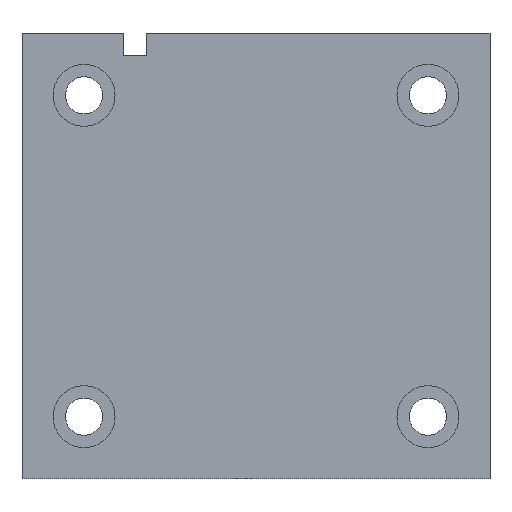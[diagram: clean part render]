
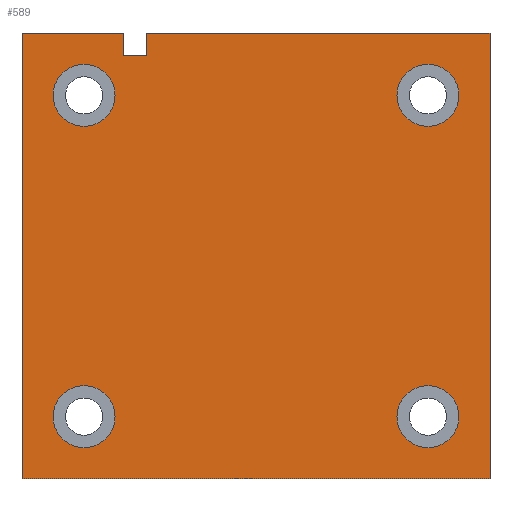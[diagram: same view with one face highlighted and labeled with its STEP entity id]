
A CAD part, front view. The second image highlights one B-rep face of the part: STEP entity #589.
In plain terms, the highlighted planar face has unit normal (0, -1, 0).
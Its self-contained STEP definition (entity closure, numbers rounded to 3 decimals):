
#23=FACE_BOUND('',#93,.T.);
#24=FACE_BOUND('',#94,.T.);
#25=FACE_BOUND('',#95,.T.);
#26=FACE_BOUND('',#96,.T.);
#35=CIRCLE('',#646,5.5);
#36=CIRCLE('',#647,5.5);
#37=CIRCLE('',#648,5.5);
#38=CIRCLE('',#649,5.5);
#59=FACE_OUTER_BOUND('',#92,.T.);
#92=EDGE_LOOP('',(#430,#431,#432,#433,#434,#435,#436,#437));
#93=EDGE_LOOP('',(#438));
#94=EDGE_LOOP('',(#439));
#95=EDGE_LOOP('',(#440));
#96=EDGE_LOOP('',(#441));
#151=LINE('',#900,#216);
#156=LINE('',#910,#221);
#157=LINE('',#912,#222);
#158=LINE('',#914,#223);
#159=LINE('',#916,#224);
#160=LINE('',#918,#225);
#161=LINE('',#920,#226);
#162=LINE('',#921,#227);
#216=VECTOR('',#724,10.);
#221=VECTOR('',#733,10.);
#222=VECTOR('',#734,10.);
#223=VECTOR('',#735,10.);
#224=VECTOR('',#736,10.);
#225=VECTOR('',#737,10.);
#226=VECTOR('',#738,10.);
#227=VECTOR('',#739,10.);
#276=VERTEX_POINT('',#897);
#277=VERTEX_POINT('',#899);
#280=VERTEX_POINT('',#909);
#281=VERTEX_POINT('',#911);
#282=VERTEX_POINT('',#913);
#283=VERTEX_POINT('',#915);
#284=VERTEX_POINT('',#917);
#285=VERTEX_POINT('',#919);
#286=VERTEX_POINT('',#922);
#287=VERTEX_POINT('',#924);
#288=VERTEX_POINT('',#926);
#289=VERTEX_POINT('',#928);
#335=EDGE_CURVE('',#277,#276,#151,.T.);
#340=EDGE_CURVE('',#280,#277,#156,.T.);
#341=EDGE_CURVE('',#276,#281,#157,.T.);
#342=EDGE_CURVE('',#282,#281,#158,.T.);
#343=EDGE_CURVE('',#283,#282,#159,.T.);
#344=EDGE_CURVE('',#284,#283,#160,.T.);
#345=EDGE_CURVE('',#285,#284,#161,.T.);
#346=EDGE_CURVE('',#280,#285,#162,.T.);
#347=EDGE_CURVE('',#286,#286,#35,.T.);
#348=EDGE_CURVE('',#287,#287,#36,.T.);
#349=EDGE_CURVE('',#288,#288,#37,.T.);
#350=EDGE_CURVE('',#289,#289,#38,.T.);
#430=ORIENTED_EDGE('',*,*,#340,.T.);
#431=ORIENTED_EDGE('',*,*,#335,.T.);
#432=ORIENTED_EDGE('',*,*,#341,.T.);
#433=ORIENTED_EDGE('',*,*,#342,.F.);
#434=ORIENTED_EDGE('',*,*,#343,.F.);
#435=ORIENTED_EDGE('',*,*,#344,.F.);
#436=ORIENTED_EDGE('',*,*,#345,.F.);
#437=ORIENTED_EDGE('',*,*,#346,.F.);
#438=ORIENTED_EDGE('',*,*,#347,.T.);
#439=ORIENTED_EDGE('',*,*,#348,.T.);
#440=ORIENTED_EDGE('',*,*,#349,.T.);
#441=ORIENTED_EDGE('',*,*,#350,.T.);
#564=PLANE('',#645);
#589=ADVANCED_FACE('',(#59,#23,#24,#25,#26),#564,.F.);
#645=AXIS2_PLACEMENT_3D('',#908,#731,#732);
#646=AXIS2_PLACEMENT_3D('',#923,#740,#741);
#647=AXIS2_PLACEMENT_3D('',#925,#742,#743);
#648=AXIS2_PLACEMENT_3D('',#927,#744,#745);
#649=AXIS2_PLACEMENT_3D('',#929,#746,#747);
#724=DIRECTION('',(-1.,0.,0.));
#731=DIRECTION('center_axis',(0.,1.,0.));
#732=DIRECTION('ref_axis',(0.,0.,1.));
#733=DIRECTION('',(0.,0.,-1.));
#734=DIRECTION('',(0.,0.,1.));
#735=DIRECTION('',(1.,0.,0.));
#736=DIRECTION('',(0.,0.,1.));
#737=DIRECTION('',(-1.,0.,0.));
#738=DIRECTION('',(0.,0.,-1.));
#739=DIRECTION('',(1.,0.,0.));
#740=DIRECTION('center_axis',(0.,1.,0.));
#741=DIRECTION('ref_axis',(1.,0.,0.));
#742=DIRECTION('center_axis',(0.,1.,0.));
#743=DIRECTION('ref_axis',(1.,0.,0.));
#744=DIRECTION('center_axis',(0.,1.,0.));
#745=DIRECTION('ref_axis',(1.,0.,0.));
#746=DIRECTION('center_axis',(0.,1.,0.));
#747=DIRECTION('ref_axis',(1.,0.,0.));
#897=CARTESIAN_POINT('',(-23.51,0.,35.51));
#899=CARTESIAN_POINT('',(-19.51,0.,35.51));
#900=CARTESIAN_POINT('',(-9.755,0.,35.51));
#908=CARTESIAN_POINT('Origin',(0.,0.,0.));
#909=CARTESIAN_POINT('',(-19.51,0.,39.51));
#910=CARTESIAN_POINT('',(-19.51,0.,19.755));
#911=CARTESIAN_POINT('',(-23.51,0.,39.51));
#912=CARTESIAN_POINT('',(-23.51,0.,17.755));
#913=CARTESIAN_POINT('',(-41.51,0.,39.51));
#914=CARTESIAN_POINT('',(-41.51,0.,39.51));
#915=CARTESIAN_POINT('',(-41.51,0.,-39.51));
#916=CARTESIAN_POINT('',(-41.51,0.,-39.51));
#917=CARTESIAN_POINT('',(41.51,0.,-39.51));
#918=CARTESIAN_POINT('',(41.51,0.,-39.51));
#919=CARTESIAN_POINT('',(41.51,0.,39.51));
#920=CARTESIAN_POINT('',(41.51,0.,39.51));
#921=CARTESIAN_POINT('',(-41.51,0.,39.51));
#922=CARTESIAN_POINT('',(25.,0.,28.5));
#923=CARTESIAN_POINT('Origin',(30.5,0.,28.5));
#924=CARTESIAN_POINT('',(25.,0.,-28.5));
#925=CARTESIAN_POINT('Origin',(30.5,0.,-28.5));
#926=CARTESIAN_POINT('',(-36.,0.,-28.5));
#927=CARTESIAN_POINT('Origin',(-30.5,0.,-28.5));
#928=CARTESIAN_POINT('',(-36.,0.,28.5));
#929=CARTESIAN_POINT('Origin',(-30.5,0.,28.5));
